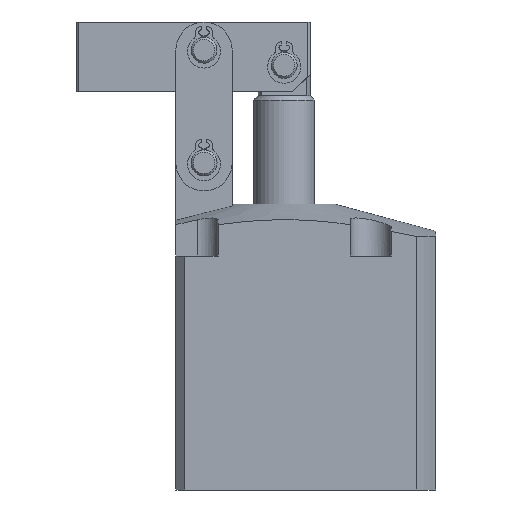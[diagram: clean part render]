
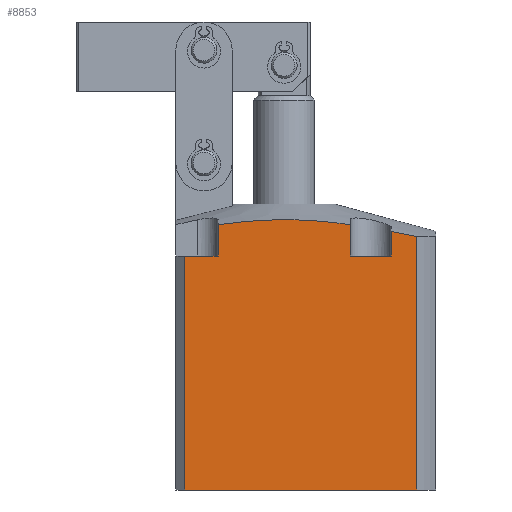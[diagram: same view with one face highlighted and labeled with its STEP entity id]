
A CAD part, front view. The second image highlights one B-rep face of the part: STEP entity #8853.
In plain terms, the highlighted planar face has unit normal (0, -1, 0).
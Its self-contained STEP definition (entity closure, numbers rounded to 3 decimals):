
#389 = EDGE_LOOP ( 'NONE', ( #501, #502, #503, #504, #505, #506, #507, #508, #509, #510 ) ) ;
#501 = ORIENTED_EDGE ( 'NONE', *, *, #9659, .T. ) ;
#502 = ORIENTED_EDGE ( 'NONE', *, *, #9695, .T. ) ;
#503 = ORIENTED_EDGE ( 'NONE', *, *, #9608, .T. ) ;
#504 = ORIENTED_EDGE ( 'NONE', *, *, #9675, .F. ) ;
#505 = ORIENTED_EDGE ( 'NONE', *, *, #9640, .F. ) ;
#506 = ORIENTED_EDGE ( 'NONE', *, *, #9667, .F. ) ;
#507 = ORIENTED_EDGE ( 'NONE', *, *, #9664, .T. ) ;
#508 = ORIENTED_EDGE ( 'NONE', *, *, #9670, .T. ) ;
#509 = ORIENTED_EDGE ( 'NONE', *, *, #9636, .F. ) ;
#510 = ORIENTED_EDGE ( 'NONE', *, *, #9673, .F. ) ;
#2986 = CARTESIAN_POINT ( 'NONE',  ( -23., -25., 0. ) ) ;
#3677 = LINE ( 'NONE', #4249, #3679 ) ;
#3679 = VECTOR ( 'NONE', #4250, 1000. ) ;
#3723 = LINE ( 'NONE', #4522, #3735 ) ;
#3735 = VECTOR ( 'NONE', #4533, 1000. ) ;
#3741 = LINE ( 'NONE', #4543, #3744 ) ;
#3744 = VECTOR ( 'NONE', #4544, 1000. ) ;
#3747 = LINE ( 'NONE', #4536, #3749 ) ;
#3749 = VECTOR ( 'NONE', #4537, 1000. ) ;
#3752 = LINE ( 'NONE', #4556, #3755 ) ;
#3755 = VECTOR ( 'NONE', #4557, 1000. ) ;
#3758 = LINE ( 'NONE', #4562, #3761 ) ;
#3761 = VECTOR ( 'NONE', #4563, 1000. ) ;
#3762 = LINE ( 'NONE', #4566, #3765 ) ;
#3765 = VECTOR ( 'NONE', #4567, 1000. ) ;
#3800 = LINE ( 'NONE', #4606, #3803 ) ;
#3803 = VECTOR ( 'NONE', #4607, 1000. ) ;
#4249 = CARTESIAN_POINT ( 'NONE',  ( 0., -25., 0. ) ) ;
#4250 = DIRECTION ( 'NONE',  ( 1., 0., 0. ) ) ;
#4406 = CARTESIAN_POINT ( 'NONE',  ( -15.25, -25., 61.235 ) ) ;
#4423 = CARTESIAN_POINT ( 'NONE',  ( -12.721, -25., 61.588 ) ) ;
#4428 = CARTESIAN_POINT ( 'NONE',  ( -10.19, -25., 61.877 ) ) ;
#4429 = CARTESIAN_POINT ( 'NONE',  ( -5.121, -25., 62.275 ) ) ;
#4430 = CARTESIAN_POINT ( 'NONE',  ( -2.583, -25., 62.382 ) ) ;
#4431 = CARTESIAN_POINT ( 'NONE',  ( 2.502, -25., 62.384 ) ) ;
#4432 = CARTESIAN_POINT ( 'NONE',  ( 5.048, -25., 62.279 ) ) ;
#4433 = CARTESIAN_POINT ( 'NONE',  ( 8.873, -25., 61.981 ) ) ;
#4434 = CARTESIAN_POINT ( 'NONE',  ( 10.149, -25., 61.858 ) ) ;
#4435 = CARTESIAN_POINT ( 'NONE',  ( 12.702, -25., 61.574 ) ) ;
#4436 = CARTESIAN_POINT ( 'NONE',  ( 13.979, -25., 61.412 ) ) ;
#4437 = CARTESIAN_POINT ( 'NONE',  ( 15.25, -25., 61.235 ) ) ;
#4444 = CARTESIAN_POINT ( 'NONE',  ( 24.75, -25., 59.655 ) ) ;
#4478 = CARTESIAN_POINT ( 'NONE',  ( 26.698, -25., 59.288 ) ) ;
#4481 = CARTESIAN_POINT ( 'NONE',  ( 28.642, -25., 58.9 ) ) ;
#4482 = CARTESIAN_POINT ( 'NONE',  ( 30.582, -25., 58.497 ) ) ;
#4522 = CARTESIAN_POINT ( 'NONE',  ( -25., -25., 54. ) ) ;
#4533 = DIRECTION ( 'NONE',  ( -1., 0., 0. ) ) ;
#4536 = CARTESIAN_POINT ( 'NONE',  ( 24.75, -25., 54. ) ) ;
#4537 = DIRECTION ( 'NONE',  ( 0., 0., 1. ) ) ;
#4543 = CARTESIAN_POINT ( 'NONE',  ( 15.25, -25., 54. ) ) ;
#4544 = DIRECTION ( 'NONE',  ( -1., 0., 0. ) ) ;
#4556 = CARTESIAN_POINT ( 'NONE',  ( 15.25, -25., 54. ) ) ;
#4557 = DIRECTION ( 'NONE',  ( 0., 0., 1. ) ) ;
#4562 = CARTESIAN_POINT ( 'NONE',  ( -15.25, -25., 54. ) ) ;
#4563 = DIRECTION ( 'NONE',  ( 0., 0., 1. ) ) ;
#4566 = CARTESIAN_POINT ( 'NONE',  ( 30.582, -25., 66. ) ) ;
#4567 = DIRECTION ( 'NONE',  ( 0., 0., -1. ) ) ;
#4606 = CARTESIAN_POINT ( 'NONE',  ( -23., -25., 66. ) ) ;
#4607 = DIRECTION ( 'NONE',  ( 0., 0., -1. ) ) ;
#5094 = VERTEX_POINT ( 'NONE', #2986 ) ;
#5214 = VERTEX_POINT ( 'NONE', #5407 ) ;
#5237 = VERTEX_POINT ( 'NONE', #5430 ) ;
#5260 = VERTEX_POINT ( 'NONE', #5453 ) ;
#5261 = VERTEX_POINT ( 'NONE', #5454 ) ;
#5265 = VERTEX_POINT ( 'NONE', #5458 ) ;
#5278 = VERTEX_POINT ( 'NONE', #5471 ) ;
#5279 = VERTEX_POINT ( 'NONE', #5472 ) ;
#5280 = VERTEX_POINT ( 'NONE', #5473 ) ;
#5283 = VERTEX_POINT ( 'NONE', #5476 ) ;
#5407 = CARTESIAN_POINT ( 'NONE',  ( 30.582, -25., 0. ) ) ;
#5430 = CARTESIAN_POINT ( 'NONE',  ( -15.25, -25., 61.235 ) ) ;
#5453 = CARTESIAN_POINT ( 'NONE',  ( 24.75, -25., 59.655 ) ) ;
#5454 = CARTESIAN_POINT ( 'NONE',  ( 15.25, -25., 61.235 ) ) ;
#5458 = CARTESIAN_POINT ( 'NONE',  ( 30.582, -25., 58.497 ) ) ;
#5471 = CARTESIAN_POINT ( 'NONE',  ( -15.25, -25., 54. ) ) ;
#5472 = CARTESIAN_POINT ( 'NONE',  ( -23., -25., 54. ) ) ;
#5473 = CARTESIAN_POINT ( 'NONE',  ( 24.75, -25., 54. ) ) ;
#5476 = CARTESIAN_POINT ( 'NONE',  ( 15.25, -25., 54. ) ) ;
#6241 = FACE_OUTER_BOUND ( 'NONE', #389, .T. ) ;
#7840 = B_SPLINE_CURVE_WITH_KNOTS ( 'NONE', 3,
 ( #4444, #4478, #4481, #4482 ),
 .UNSPECIFIED., .F., .F.,
 ( 4, 4 ),
 ( 0.08, 0.086 ),
 .UNSPECIFIED. ) ;
#7856 = B_SPLINE_CURVE_WITH_KNOTS ( 'NONE', 3,
 ( #4406, #4423, #4428, #4429, #4430, #4431, #4432, #4433, #4434, #4435, #4436, #4437 ),
 .UNSPECIFIED., .F., .F.,
 ( 4, 2, 2, 2, 2, 4 ),
 ( 0.039, 0.047, 0.055, 0.062, 0.066, 0.07 ),
 .UNSPECIFIED. ) ;
#7973 = AXIS2_PLACEMENT_3D ( 'NONE', #8436, #8446, #8447 ) ;
#8436 = CARTESIAN_POINT ( 'NONE',  ( 0., -25., 66. ) ) ;
#8444 = PLANE ( 'NONE',  #7973 ) ;
#8446 = DIRECTION ( 'NONE',  ( 0., 1., 0. ) ) ;
#8447 = DIRECTION ( 'NONE',  ( 0., 0., 1. ) ) ;
#8853 = ADVANCED_FACE ( 'NONE', ( #6241 ), #8444, .F. ) ;
#9608 = EDGE_CURVE ( 'NONE', #5094, #5214, #3677, .T. ) ;
#9636 = EDGE_CURVE ( 'NONE', #5237, #5261, #7856, .T. ) ;
#9640 = EDGE_CURVE ( 'NONE', #5260, #5265, #7840, .T. ) ;
#9659 = EDGE_CURVE ( 'NONE', #5278, #5279, #3723, .T. ) ;
#9664 = EDGE_CURVE ( 'NONE', #5280, #5283, #3741, .T. ) ;
#9667 = EDGE_CURVE ( 'NONE', #5280, #5260, #3747, .T. ) ;
#9670 = EDGE_CURVE ( 'NONE', #5283, #5261, #3752, .T. ) ;
#9673 = EDGE_CURVE ( 'NONE', #5278, #5237, #3758, .T. ) ;
#9675 = EDGE_CURVE ( 'NONE', #5265, #5214, #3762, .T. ) ;
#9695 = EDGE_CURVE ( 'NONE', #5279, #5094, #3800, .T. ) ;
